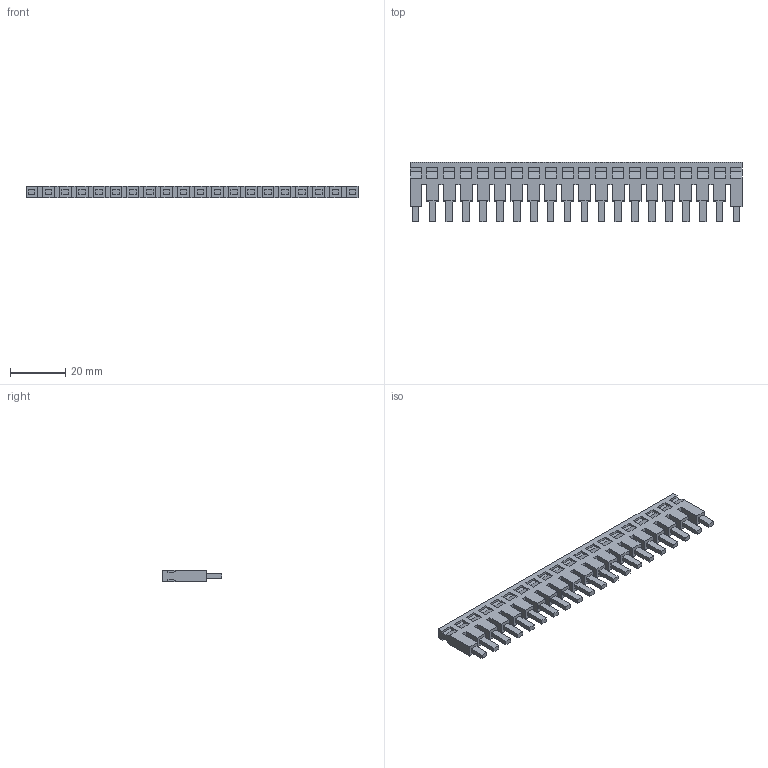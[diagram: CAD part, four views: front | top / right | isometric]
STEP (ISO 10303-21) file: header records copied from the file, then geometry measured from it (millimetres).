
FILE_DESCRIPTION(/* description */ (''),/* implementation_level */ '2;1');
FILE_NAME(/* name */ '27151_PQI_4_20.stp',/* time_stamp */ '2020-07-22T09:30:19+02:00',/* author */ (''),/* organization */ (''),/* preprocessor_version */ 'ST-DEVELOPER v16.7',/* originating_system */ 'SIEMENS PLM Software NX 12.0',/* authorisation */ '');
FILE_SCHEMA (('AUTOMOTIVE_DESIGN { 1 0 10303 214 3 1 1 1 }'));
Length unit declared in the file: millimetre
Products named in the file (1): 27151_PQI_4_20
Bounding box: 119.9 x 21.5 x 4 mm (x, y, z)
Volume: 6187.1 mm3; surface area: 6466.5 mm2
Topology: 1 solids, 1 shells, 378 faces, 960 edges, 640 vertices
Faces by surface type: plane 378
Entity records: 13115 total; most frequent: CARTESIAN_POINT 1979, ORIENTED_EDGE 1920, DIRECTION 1718, EDGE_CURVE 960, LINE 960, VECTOR 960, VERTEX_POINT 640, EDGE_LOOP 434
